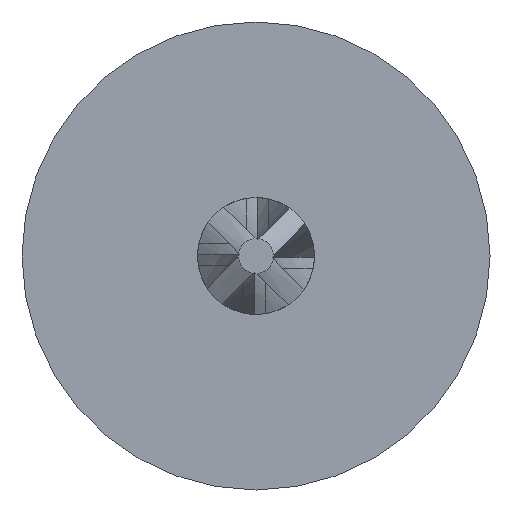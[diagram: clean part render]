
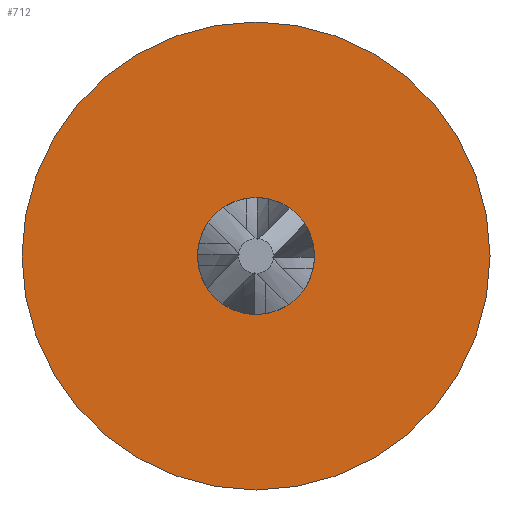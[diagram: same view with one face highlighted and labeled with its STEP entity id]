
A CAD part, front view. The second image highlights one B-rep face of the part: STEP entity #712.
In plain terms, the highlighted planar face has unit normal (0, -1, 0).
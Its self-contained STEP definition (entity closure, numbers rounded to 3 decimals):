
#63=CARTESIAN_POINT('POINT7',(0.,-100.,16.));
#64=VERTEX_POINT('VERTEX7',#63);
#71=CARTESIAN_POINT('POINT8',(0.,-100.,-16.))
   ;
#72=VERTEX_POINT('VERTEX8',#71);
#73=CARTESIAN_POINT('POS9',(0.,-100.,0.));
#74=DIRECTION('DIR13',(0.,-1.,0.));
#75=DIRECTION('DIR14',(0.,0.,1.));
#76=AXIS2_PLACEMENT_3D('AXIS5',#73,#74,#75);
#77=CIRCLE('ELLIPSE3',#76,16.);
#78=EDGE_CURVE('EDGE8',#72,#64,#77,.T.);
#98=EDGE_CURVE('EDGE10',#64,#72,#77,.T.);
#688=ORIENTED_EDGE('COEDGE90',*,*,#98,.T.);
#689=ORIENTED_EDGE('COEDGE91',*,*,#78,.T.);
#690=EDGE_LOOP('NONE',(#688,#689));
#691=FACE_BOUND('LOOP1',#690,.T.);
#692=CARTESIAN_POINT('POINT43',(0.,-100.,4.
   ));
#693=VERTEX_POINT('VERTEX43',#692);
#694=CARTESIAN_POINT('POINT44',(0.,-100.,
   -4.));
#695=VERTEX_POINT('VERTEX44',#694);
#696=CARTESIAN_POINT('POS52',(0.,-100.,0.))
   ;
#697=DIRECTION('DIR87',(0.,1.,0.));
#698=DIRECTION('DIR88',(0.,0.,1.));
#699=AXIS2_PLACEMENT_3D('AXIS36',#696,#697,#698);
#700=CIRCLE('ELLIPSE19',#699,4.);
#701=EDGE_CURVE('EDGE60',#693,#695,#700,.F.);
#702=ORIENTED_EDGE('COEDGE92',*,*,#701,.F.);
#703=EDGE_CURVE('EDGE61',#695,#693,#700,.F.);
#704=ORIENTED_EDGE('COEDGE93',*,*,#703,.F.);
#705=EDGE_LOOP('NONE',(#702,#704));
#706=FACE_BOUND('LOOP1',#705,.T.);
#707=CARTESIAN_POINT('POS53',(0.,-100.,0.));
#708=DIRECTION('DIR89',(0.,-1.,0.));
#709=DIRECTION('DIR90',(1.,0.,0.));
#710=AXIS2_PLACEMENT_3D('AXIS37',#707,#708,#709);
#711=PLANE('PLANE7',#710);
#712=ADVANCED_FACE('FACE20',(#691,#706),#711,.T.);
